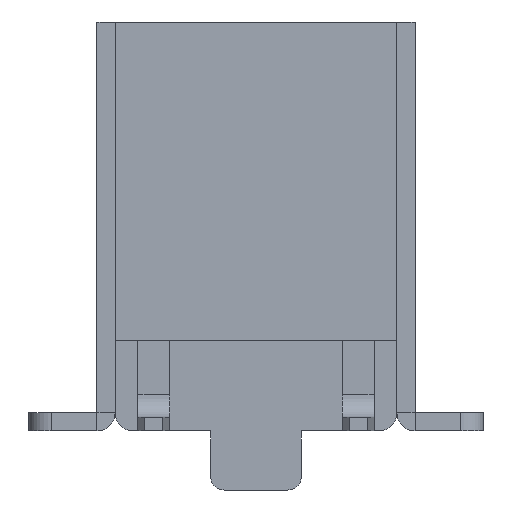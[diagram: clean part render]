
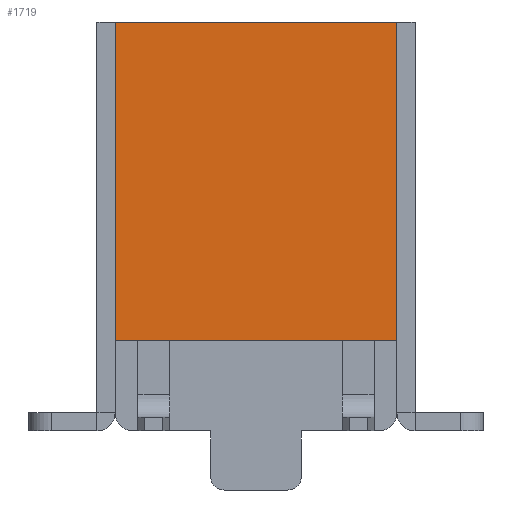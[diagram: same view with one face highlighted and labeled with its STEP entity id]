
A CAD part, front view. The second image highlights one B-rep face of the part: STEP entity #1719.
In plain terms, the highlighted planar face has unit normal (0, -1, 0).
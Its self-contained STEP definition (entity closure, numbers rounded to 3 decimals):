
#1458 = VERTEX_POINT('',#1459);
#1459 = CARTESIAN_POINT('',(-3.096,-0.013,
    9.));
#1465 = EDGE_CURVE('',#1458,#1466,#1468,.T.);
#1466 = VERTEX_POINT('',#1467);
#1467 = CARTESIAN_POINT('',(3.104,-0.013,
    9.));
#1468 = LINE('',#1469,#1470);
#1469 = CARTESIAN_POINT('',(-3.096,-0.013,
    9.));
#1470 = VECTOR('',#1471,1.);
#1471 = DIRECTION('',(1.,0.,0.));
#1532 = VERTEX_POINT('',#1533);
#1533 = CARTESIAN_POINT('',(3.104,-0.013,
    2.));
#1539 = EDGE_CURVE('',#1540,#1532,#1542,.T.);
#1540 = VERTEX_POINT('',#1541);
#1541 = CARTESIAN_POINT('',(-3.096,-0.013,
    2.));
#1542 = LINE('',#1543,#1544);
#1543 = CARTESIAN_POINT('',(-3.096,-0.013,
    2.));
#1544 = VECTOR('',#1545,1.);
#1545 = DIRECTION('',(1.,0.,0.));
#1707 = EDGE_CURVE('',#1458,#1540,#1708,.T.);
#1708 = LINE('',#1709,#1710);
#1709 = CARTESIAN_POINT('',(-3.096,-0.013,
    9.));
#1710 = VECTOR('',#1711,1.);
#1711 = DIRECTION('',(0.,0.,-1.));
#1719 = ADVANCED_FACE('',(#1720),#1731,.F.);
#1720 = FACE_BOUND('',#1721,.T.);
#1721 = EDGE_LOOP('',(#1722,#1723,#1729,#1730));
#1722 = ORIENTED_EDGE('',*,*,#1539,.T.);
#1723 = ORIENTED_EDGE('',*,*,#1724,.F.);
#1724 = EDGE_CURVE('',#1466,#1532,#1725,.T.);
#1725 = LINE('',#1726,#1727);
#1726 = CARTESIAN_POINT('',(3.104,-0.013,
    9.));
#1727 = VECTOR('',#1728,1.);
#1728 = DIRECTION('',(0.,0.,-1.));
#1729 = ORIENTED_EDGE('',*,*,#1465,.F.);
#1730 = ORIENTED_EDGE('',*,*,#1707,.T.);
#1731 = PLANE('',#1732);
#1732 = AXIS2_PLACEMENT_3D('',#1733,#1734,#1735);
#1733 = CARTESIAN_POINT('',(-3.096,-0.013,
    9.));
#1734 = DIRECTION('',(0.,1.,0.));
#1735 = DIRECTION('',(-1.,0.,0.));
